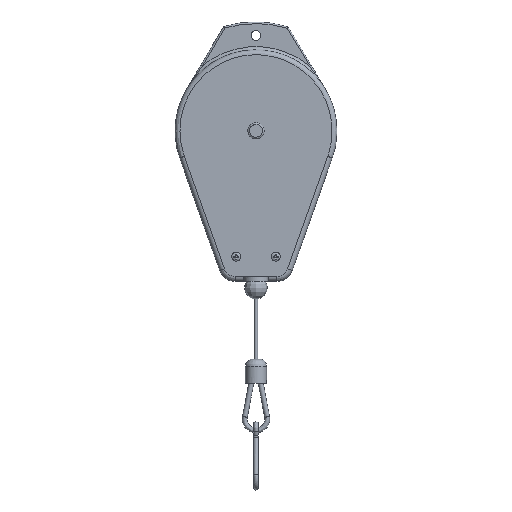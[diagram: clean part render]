
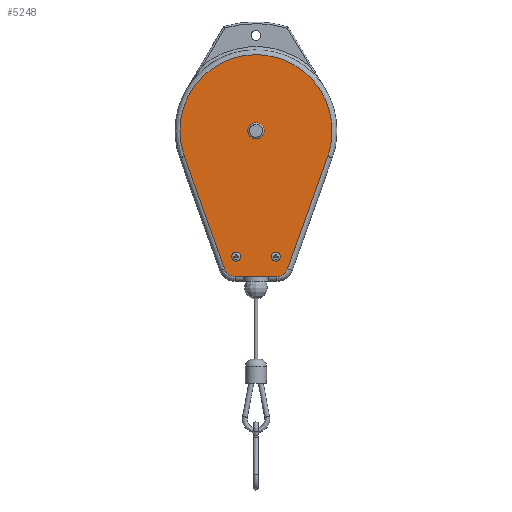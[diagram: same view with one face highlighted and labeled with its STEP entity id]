
A CAD part, front view. The second image highlights one B-rep face of the part: STEP entity #5248.
In plain terms, the highlighted free-form (B-spline) face has degree [1, 1] with [2, 2] control points.
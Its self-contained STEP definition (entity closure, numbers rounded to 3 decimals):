
#3746 = VERTEX_POINT('',#3747);
#3747 = CARTESIAN_POINT('',(0.,-11.017,
    5.008));
#3753 = EDGE_CURVE('',#3746,#3746,#3754,.T.);
#3754 = ( BOUNDED_CURVE() B_SPLINE_CURVE(2,(#3755,#3756,#3757,#3758,
#3759,#3760,#3761),.UNSPECIFIED.,.T.,.F.) B_SPLINE_CURVE_WITH_KNOTS((3,2
    ,2,3),(3.142,5.236,7.33,9.425),
.PIECEWISE_BEZIER_KNOTS.) CURVE() GEOMETRIC_REPRESENTATION_ITEM() 
RATIONAL_B_SPLINE_CURVE((1.,0.5,1.,0.5,1.,0.5,1.)) REPRESENTATION_ITEM(
  '') );
#3755 = CARTESIAN_POINT('',(0.,-11.017,
    5.008));
#3756 = CARTESIAN_POINT('',(8.674,-11.017,
    5.008));
#3757 = CARTESIAN_POINT('',(4.337,-11.017,
    -2.504));
#3758 = CARTESIAN_POINT('',(0.,-11.017,
    -10.016));
#3759 = CARTESIAN_POINT('',(-4.337,-11.017,
    -2.504));
#3760 = CARTESIAN_POINT('',(-8.674,-11.017,
    5.008));
#3761 = CARTESIAN_POINT('',(0.,-11.017,
    5.008));
#3927 = EDGE_CURVE('',#3928,#3930,#3932,.T.);
#3928 = VERTEX_POINT('',#3929);
#3929 = CARTESIAN_POINT('',(7.512,-11.017,
    -90.142));
#3930 = VERTEX_POINT('',#3931);
#3931 = CARTESIAN_POINT('',(-7.512,-11.017,
    -90.142));
#3932 = B_SPLINE_CURVE_WITH_KNOTS('',1,(#3933,#3934),.UNSPECIFIED.,.F.,
  .F.,(2,2),(2.5,17.5),.PIECEWISE_BEZIER_KNOTS.);
#3933 = CARTESIAN_POINT('',(7.512,-11.017,
    -90.142));
#3934 = CARTESIAN_POINT('',(-7.512,-11.017,
    -90.142));
#4032 = VERTEX_POINT('',#4033);
#4033 = CARTESIAN_POINT('',(12.963,-11.017,
    -90.142));
#4039 = EDGE_CURVE('',#4032,#3928,#4040,.T.);
#4040 = B_SPLINE_CURVE_WITH_KNOTS('',1,(#4041,#4042),.UNSPECIFIED.,.F.,
  .F.,(2,2),(-2.942,2.5),.PIECEWISE_BEZIER_KNOTS.);
#4041 = CARTESIAN_POINT('',(12.963,-11.017,
    -90.142));
#4042 = CARTESIAN_POINT('',(7.512,-11.017,
    -90.142));
#5071 = VERTEX_POINT('',#5072);
#5072 = CARTESIAN_POINT('',(-12.963,-11.017,
    -90.142));
#5078 = EDGE_CURVE('',#5071,#5079,#5081,.T.);
#5079 = VERTEX_POINT('',#5080);
#5080 = CARTESIAN_POINT('',(-19.568,-11.017,
    -85.479));
#5081 = ( BOUNDED_CURVE() B_SPLINE_CURVE(2,(#5082,#5083,#5084),
.UNSPECIFIED.,.F.,.F.) B_SPLINE_CURVE_WITH_KNOTS((3,3),(5.669,
6.898),.PIECEWISE_BEZIER_KNOTS.) CURVE() 
GEOMETRIC_REPRESENTATION_ITEM() RATIONAL_B_SPLINE_CURVE((1.,
0.817,1.)) REPRESENTATION_ITEM('') );
#5082 = CARTESIAN_POINT('',(-12.963,-11.017,
    -90.142));
#5083 = CARTESIAN_POINT('',(-17.911,-11.017,
    -90.142));
#5084 = CARTESIAN_POINT('',(-19.568,-11.017,
    -85.479));
#5107 = VERTEX_POINT('',#5108);
#5108 = CARTESIAN_POINT('',(-44.354,-11.017,
    -15.77));
#5122 = EDGE_CURVE('',#5079,#5107,#5123,.T.);
#5123 = B_SPLINE_CURVE_WITH_KNOTS('',1,(#5124,#5125),.UNSPECIFIED.,.F.,
  .F.,(2,2),(-23.276,50.592),.PIECEWISE_BEZIER_KNOTS.);
#5124 = CARTESIAN_POINT('',(-19.568,-11.017,
    -85.479));
#5125 = CARTESIAN_POINT('',(-44.354,-11.017,
    -15.77));
#5138 = VERTEX_POINT('',#5139);
#5139 = CARTESIAN_POINT('',(44.354,-11.017,
    -15.77));
#5156 = EDGE_CURVE('',#5107,#5138,#5157,.T.);
#5157 = ( BOUNDED_CURVE() B_SPLINE_CURVE(2,(#5158,#5159,#5160,#5161,
#5162),.UNSPECIFIED.,.F.,.F.) B_SPLINE_CURVE_WITH_KNOTS((3,2,3),(
    4.371,6.283,8.196),
.PIECEWISE_BEZIER_KNOTS.) CURVE() GEOMETRIC_REPRESENTATION_ITEM() 
RATIONAL_B_SPLINE_CURVE((1.,0.577,1.,0.577,1.)) 
REPRESENTATION_ITEM('') );
#5158 = CARTESIAN_POINT('',(-44.354,-11.017,
    -15.77));
#5159 = CARTESIAN_POINT('',(-66.698,-11.017,
    47.074));
#5160 = CARTESIAN_POINT('',(0.,-11.017,
    47.074));
#5161 = CARTESIAN_POINT('',(66.698,-11.017,
    47.074));
#5162 = CARTESIAN_POINT('',(44.354,-11.017,
    -15.77));
#5184 = VERTEX_POINT('',#5185);
#5185 = CARTESIAN_POINT('',(19.568,-11.017,
    -85.479));
#5197 = EDGE_CURVE('',#5138,#5184,#5198,.T.);
#5198 = B_SPLINE_CURVE_WITH_KNOTS('',1,(#5199,#5200),.UNSPECIFIED.,.F.,
  .F.,(2,2),(-10.129,63.739),.PIECEWISE_BEZIER_KNOTS.);
#5199 = CARTESIAN_POINT('',(44.354,-11.017,
    -15.77));
#5200 = CARTESIAN_POINT('',(19.568,-11.017,
    -85.479));
#5215 = EDGE_CURVE('',#5184,#4032,#5216,.T.);
#5216 = ( BOUNDED_CURVE() B_SPLINE_CURVE(2,(#5217,#5218,#5219),
.UNSPECIFIED.,.F.,.F.) B_SPLINE_CURVE_WITH_KNOTS((3,3),(5.669,
6.898),.PIECEWISE_BEZIER_KNOTS.) CURVE() 
GEOMETRIC_REPRESENTATION_ITEM() RATIONAL_B_SPLINE_CURVE((1.,
0.817,1.)) REPRESENTATION_ITEM('') );
#5217 = CARTESIAN_POINT('',(19.568,-11.017,
    -85.479));
#5218 = CARTESIAN_POINT('',(17.911,-11.017,
    -90.142));
#5219 = CARTESIAN_POINT('',(12.963,-11.017,
    -90.142));
#5235 = EDGE_CURVE('',#3930,#5071,#5236,.T.);
#5236 = B_SPLINE_CURVE_WITH_KNOTS('',1,(#5237,#5238),.UNSPECIFIED.,.F.,
  .F.,(2,2),(17.5,22.942),.PIECEWISE_BEZIER_KNOTS.);
#5237 = CARTESIAN_POINT('',(-7.512,-11.017,
    -90.142));
#5238 = CARTESIAN_POINT('',(-12.963,-11.017,
    -90.142));
#5248 = ADVANCED_FACE('',(#5249,#5259),#5262,.F.);
#5249 = FACE_BOUND('',#5250,.T.);
#5250 = EDGE_LOOP('',(#5251,#5252,#5253,#5254,#5255,#5256,#5257,#5258));
#5251 = ORIENTED_EDGE('',*,*,#5078,.F.);
#5252 = ORIENTED_EDGE('',*,*,#5235,.F.);
#5253 = ORIENTED_EDGE('',*,*,#3927,.F.);
#5254 = ORIENTED_EDGE('',*,*,#4039,.F.);
#5255 = ORIENTED_EDGE('',*,*,#5215,.F.);
#5256 = ORIENTED_EDGE('',*,*,#5197,.F.);
#5257 = ORIENTED_EDGE('',*,*,#5156,.F.);
#5258 = ORIENTED_EDGE('',*,*,#5122,.F.);
#5259 = FACE_BOUND('',#5260,.T.);
#5260 = EDGE_LOOP('',(#5261));
#5261 = ORIENTED_EDGE('',*,*,#3753,.T.);
#5262 = B_SPLINE_SURFACE_WITH_KNOTS('',1,1,(
    (#5263,#5264)
    ,(#5265,#5266
    )),.UNSPECIFIED.,.F.,.F.,.F.,(2,2),(2,2),(-47.,47.),(-68.5,68.5),
  .PIECEWISE_BEZIER_KNOTS.);
#5263 = CARTESIAN_POINT('',(-47.074,-11.017,
    47.074));
#5264 = CARTESIAN_POINT('',(-47.074,-11.017,
    -90.142));
#5265 = CARTESIAN_POINT('',(47.074,-11.017,
    47.074));
#5266 = CARTESIAN_POINT('',(47.074,-11.017,
    -90.142));
